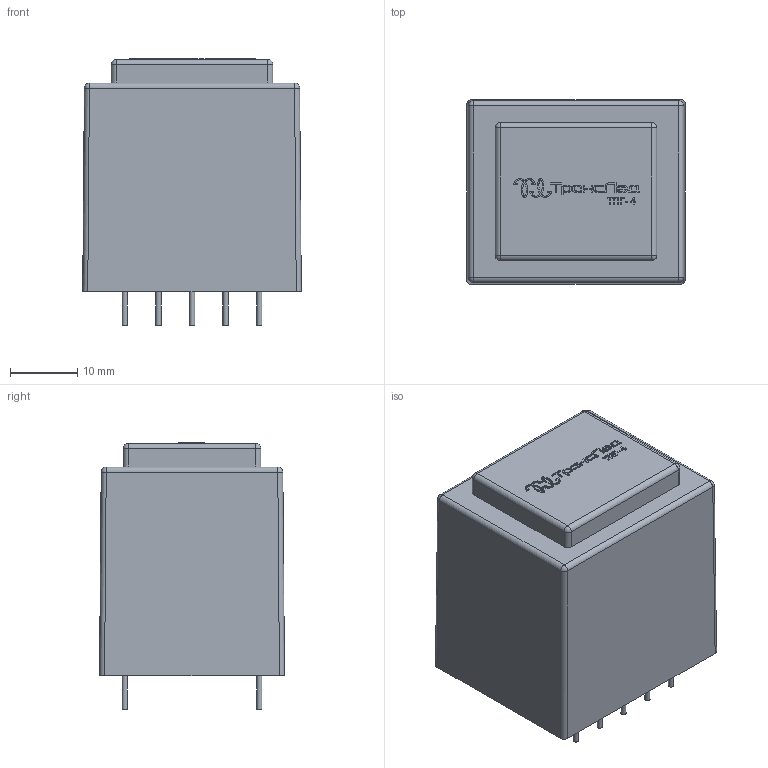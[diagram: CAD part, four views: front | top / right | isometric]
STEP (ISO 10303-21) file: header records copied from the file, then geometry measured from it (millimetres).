
FILE_DESCRIPTION(/* description */ (''),/* implementation_level */ '2;1');
FILE_NAME(/* name */ 'TPG-4.step',/* time_stamp */ '2022-11-06T12:42:22+03:00',/* author */ (''),/* organization */ (''),/* preprocessor_version */ 'ST-DEVELOPER v19.2',/* originating_system */ 'Autodesk Translation Framework v11.17.0.187',/* authorisation */ '');
FILE_SCHEMA (('AUTOMOTIVE_DESIGN { 1 0 10303 214 3 1 1 }'));
Length unit declared in the file: millimetre
Products named in the file (1): TPG-4
Bounding box: 32.5 x 27.5 x 39.6 mm (x, y, z)
Volume: 28567.6 mm3; surface area: 5903.4 mm2
Topology: 31 solids, 31 shells, 552 faces, 1440 edges, 952 vertices
Faces by surface type: plane 287, bspline 220, cylinder 37, sphere 8
Full cylindrical faces by diameter (mm): 0.8 x10
Entity records: 17778 total; most frequent: CARTESIAN_POINT 5897, ORIENTED_EDGE 2880, DIRECTION 1820, EDGE_CURVE 1440, VERTEX_POINT 952, LINE 926, VECTOR 926, EDGE_LOOP 570
